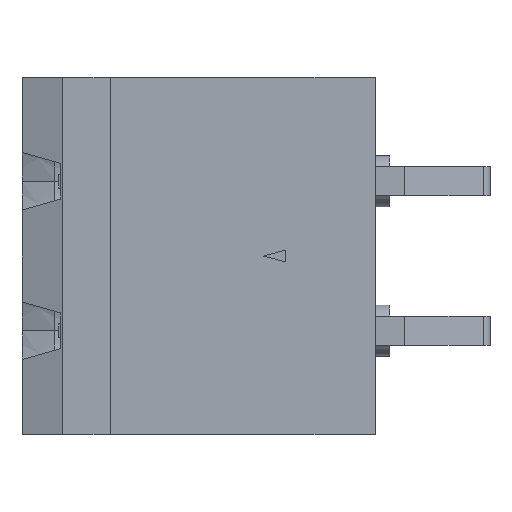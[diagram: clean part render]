
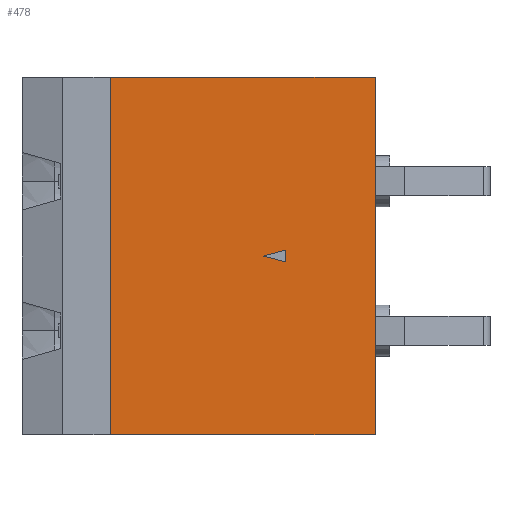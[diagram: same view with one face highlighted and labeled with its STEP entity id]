
A CAD part, left-side view. The second image highlights one B-rep face of the part: STEP entity #478.
In plain terms, the highlighted planar face has unit normal (-1, 0, 0).
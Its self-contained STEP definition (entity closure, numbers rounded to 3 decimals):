
#478=ADVANCED_FACE('',(#1009,#1010),#1011,.T.);
#1009=FACE_OUTER_BOUND('',#1586,.T.);
#1010=FACE_BOUND('',#1587,.T.);
#1011=PLANE('',#1588);
#1586=EDGE_LOOP('',(#2971,#2972,#2973,#2974));
#1587=EDGE_LOOP('',(#2975,#2976,#2977));
#1588=AXIS2_PLACEMENT_3D('',#2978,#2979,#2980);
#2971=ORIENTED_EDGE('',*,*,#3988,.T.);
#2972=ORIENTED_EDGE('',*,*,#3903,.T.);
#2973=ORIENTED_EDGE('',*,*,#3933,.F.);
#2974=ORIENTED_EDGE('',*,*,#3458,.F.);
#2975=ORIENTED_EDGE('',*,*,#3989,.T.);
#2976=ORIENTED_EDGE('',*,*,#3990,.T.);
#2977=ORIENTED_EDGE('',*,*,#3991,.T.);
#2978=CARTESIAN_POINT('',(-7.67,9.0,-3.62));
#2979=DIRECTION('',(-1.0,0.,0.0));
#2980=DIRECTION('',(0.0,0.0,1.0));
#3458=EDGE_CURVE('',#4130,#4132,#4133,.T.);
#3903=EDGE_CURVE('',#4835,#4833,#4836,.T.);
#3933=EDGE_CURVE('',#4132,#4833,#4869,.T.);
#3988=EDGE_CURVE('',#4130,#4835,#4936,.T.);
#3989=EDGE_CURVE('',#4937,#4938,#4939,.T.);
#3990=EDGE_CURVE('',#4938,#4940,#4941,.T.);
#3991=EDGE_CURVE('',#4940,#4937,#4942,.T.);
#4130=VERTEX_POINT('',#5113);
#4132=VERTEX_POINT('',#5116);
#4133=LINE('',#5117,#5118);
#4833=VERTEX_POINT('',#6181);
#4835=VERTEX_POINT('',#6184);
#4836=LINE('',#6185,#6186);
#4869=LINE('',#6231,#6232);
#4936=LINE('',#6321,#6322);
#4937=VERTEX_POINT('',#6323);
#4938=VERTEX_POINT('',#6324);
#4939=LINE('',#6325,#6326);
#4940=VERTEX_POINT('',#6327);
#4941=LINE('',#6328,#6329);
#4942=LINE('',#6330,#6331);
#5113=CARTESIAN_POINT('',(-7.67,9.0,0.));
#5116=CARTESIAN_POINT('',(-7.67,0.0,0.));
#5117=CARTESIAN_POINT('',(-7.67,-36.627,0.));
#5118=VECTOR('',#6541,1.0);
#6181=CARTESIAN_POINT('',(-7.67,0.0,-12.16));
#6184=CARTESIAN_POINT('',(-7.67,9.0,-12.16));
#6185=CARTESIAN_POINT('',(-7.67,-36.627,-12.16));
#6186=VECTOR('',#7029,1.0);
#6231=CARTESIAN_POINT('',(-7.67,0.0,-3.62));
#6232=VECTOR('',#7057,1.0);
#6321=CARTESIAN_POINT('',(-7.67,9.0,-3.54));
#6322=VECTOR('',#7116,1.0);
#6323=CARTESIAN_POINT('',(-7.67,3.8,-6.08));
#6324=CARTESIAN_POINT('',(-7.67,3.05,-5.879));
#6325=CARTESIAN_POINT('',(-7.67,-36.627,4.752));
#6326=VECTOR('',#7117,1.0);
#6327=CARTESIAN_POINT('',(-7.67,3.05,-6.281));
#6328=CARTESIAN_POINT('',(-7.67,3.05,-3.54));
#6329=VECTOR('',#7118,1.0);
#6330=CARTESIAN_POINT('',(-7.67,-36.627,-16.912));
#6331=VECTOR('',#7119,1.0);
#6541=DIRECTION('',(0.,-1.0,0.0));
#7029=DIRECTION('',(0.,-1.0,0.0));
#7057=DIRECTION('',(0.0,0.0,-1.0));
#7116=DIRECTION('',(0.0,0.0,-1.0));
#7117=DIRECTION('',(0.,-0.966,0.259));
#7118=DIRECTION('',(0.0,0.0,-1.0));
#7119=DIRECTION('',(0.,0.966,0.259));
